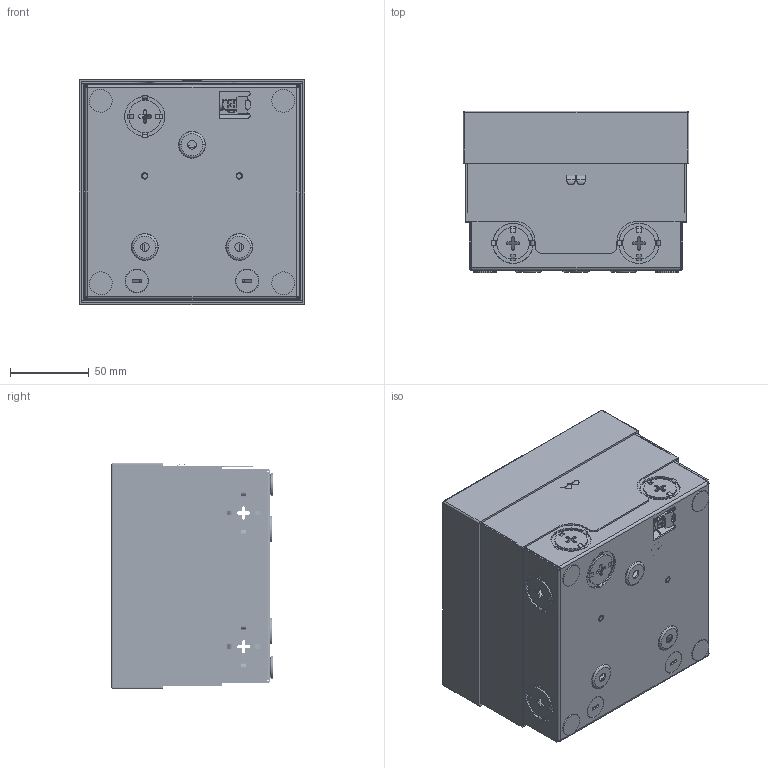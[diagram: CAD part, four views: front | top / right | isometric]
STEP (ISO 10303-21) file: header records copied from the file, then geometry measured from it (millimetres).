
FILE_DESCRIPTION (( 'STEP AP214' ), '1' );
FILE_NAME ('7368352.STEP', '2022-12-02T09:27:48', ( '' ), ( '' ), 'SwSTEP 2.0', 'SolidWorks 2022', '' );
FILE_SCHEMA (( 'AUTOMOTIVE_DESIGN' ));
Length unit declared in the file: millimetre
Products named in the file (39): 205735; 021962_Gewindestift DIN 913 M6 x 5 mit Gew.; 157654; 127071; 127272_Standard (Starkstrom); 177453_Standard, breite Version, Kernloch, Entformung kompl.; 177491_Standard; 42389C_Einbausituation GE2; 127291; 034042_43000135; 120953_Standard; 177472_breitere Bürste 52mm (nur Test); 133671_abgebogener Erdungsanschluss; 177474_Standard; P_39410286_2_Standard; 120937_abgebogener Erdungsanschluss; 191151; P_39410286_1_Standard; P_39411020_1_Standard; 212111; 121007_39412560 (Edelstahl); P_39410286_3_Standard; 177491T1_39412580 (Edelstahl); 177455; 35104466_Standard; 177454_breitere Version; 136471; P_39410282_12_Standard; 121005_39412560 T1 (Edelstahl); 7368352; 190212_Standard; 52058G8_Standard; P_39410282_13_Standard; 032927_43000129; 35011900_Standard; 42576c_Standard; 190213_Standard; 05052808_Standard; 177511_breite Bürstenleiste 52mm
Assembly tree (54 placements, depth 4):
  7368352
    133671_abgebogener Erdungsanschluss
      120937_abgebogener Erdungsanschluss
      127071
      127291
    121007_39412560 (Edelstahl)
      120953_Standard
      121005_39412560 T1 (Edelstahl)
      42389C_Einbausituation GE2  x4
    177511_breite Bürstenleiste 52mm
      177474_Standard
      177472_breitere Bürste 52mm (nur Test)
        177453_Standard, breite Version, Kernloch, Entformung kompl.
        177455
        177454_breitere Version
        190212_Standard
        190213_Standard
        191151
        021962_Gewindestift DIN 913 M6 x 5 mit Gew.
        212111
      177491_Standard
        177491T1_39412580 (Edelstahl)
        05052808_Standard  x4
      42576c_Standard  x4
      35011900_Standard  x4
      205735
      034042_43000135
      032927_43000129
    127272_Standard (Starkstrom)
    136471
    52058G8_Standard  x4
    35104466_Standard  x2
    P_39411020_1_Standard
    P_39410282_13_Standard
      P_39410282_12_Standard
      P_39410286_3_Standard
        P_39410286_1_Standard
        P_39410286_2_Standard
    157654
Bounding box: 143.5 x 102.5 x 143.5 mm (x, y, z)
Volume: 340146.9 mm3; surface area: 484362.1 mm2
Topology: 47 solids, 47 shells, 6001 faces, 16490 edges, 10516 vertices
Faces by surface type: plane 2930, cylinder 2420, bspline 331, cone 183, torus 110, sphere 27
Entity records: 211078 total; most frequent: CARTESIAN_POINT 53515, ORIENTED_EDGE 29932, DIRECTION 25107, EDGE_CURVE 14966, VERTEX_POINT 9560, AXIS2_PLACEMENT_3D 8834, LINE 7439, VECTOR 7439
